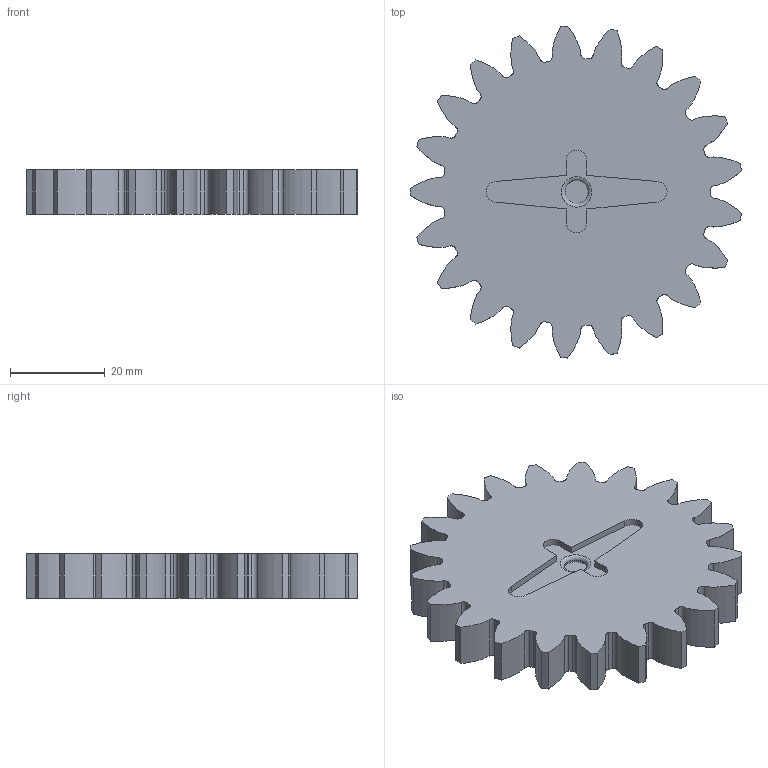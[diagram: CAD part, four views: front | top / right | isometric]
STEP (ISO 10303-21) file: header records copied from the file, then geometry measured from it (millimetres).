
FILE_DESCRIPTION(/* description */ ('STEP AP242 Edition 2','CAx-IF Rec.Pracs.---Representation and Presentation of Product Manufacturing Information (PMI)---4.0---2014-10-13','CAx-IF Rec.Pracs.---3D Tessellated Geometry---0.4---2014-09-14','2;1','CAx-IF Rec.Pracs.---User Defined Attributes---1.5---2016-08-15'),/* implementation_level */ '2;1');
FILE_NAME(/* name */ '694c797218e348e302acebf3',/* time_stamp */ '2025-12-24T23:38:27Z',/* author */ (''),/* organization */ (''),/* preprocessor_version */ 'ST-DEVELOPER v20',/* originating_system */ 'ONSHAPE BY PTC INC, 1.208',/* authorisation */ ' ');
FILE_SCHEMA (('AP242_MANAGED_MODEL_BASED_3D_ENGINEERING_MIM_LF { 1 0 10303 442 3 1 4 }'));
Length unit declared in the file: metre
Products named in the file (1): Spur gear (21 teeth)
Bounding box: 69.82 x 70.01 x 9.4 mm (x, y, z)
Volume: 29428.7 mm3; surface area: 10120.4 mm2
Topology: 1 solids, 1 shells, 144 faces, 419 edges, 279 vertices
Faces by surface type: cylinder 89, bspline 42, plane 12, torus 1
Full cylindrical faces by diameter (mm): 4.838 x1
Entity records: 8122 total; most frequent: CARTESIAN_POINT 4411, ORIENTED_EDGE 834, DIRECTION 718, EDGE_CURVE 417, AXIS2_PLACEMENT_3D 282, VERTEX_POINT 279, CIRCLE 179, LINE 154
